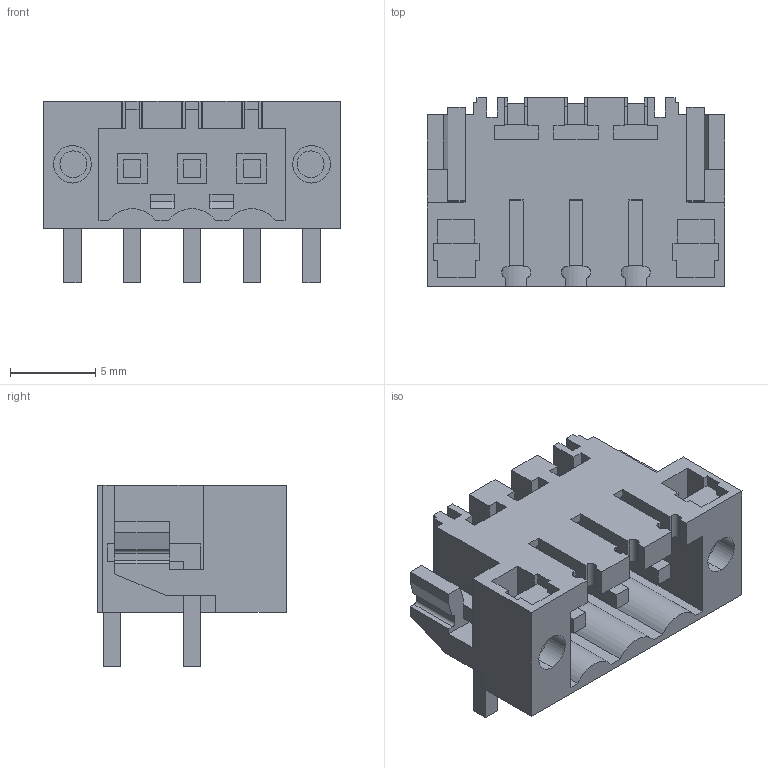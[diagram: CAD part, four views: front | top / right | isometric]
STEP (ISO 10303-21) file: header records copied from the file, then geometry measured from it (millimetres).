
FILE_DESCRIPTION(('CATIA V5 STEP Exchange','CAx-IF Rec.Pracs.--- Model Styling and Organization---1.2---2011-12-15'),'2;1');
FILE_NAME ('D1457203_0_1841870000_1841870000.stp','2018-03-14T12:56:19+00:00',('none'),('Weidmueller'),'CATIA Version 5-6 Release 2014','CATIA V5 STEP AP214','none');
FILE_SCHEMA(('AUTOMOTIVE_DESIGN { 1 0 10303 214 1 1 1 1 }'));
Length unit declared in the file: millimetre
Products named in the file (1): 1841870000
Bounding box: 17.45 x 11.05 x 10.65 mm (x, y, z)
Volume: 695.7 mm3; surface area: 1770.3 mm2
Topology: 6 solids, 6 shells, 323 faces, 920 edges, 616 vertices
Faces by surface type: plane 296, cylinder 27
Entity records: 10401 total; most frequent: ORIENTED_EDGE 1840, CARTESIAN_POINT 1832, DIRECTION 1464, EDGE_CURVE 920, VECTOR 866, LINE 866, VERTEX_POINT 616, EDGE_LOOP 344
